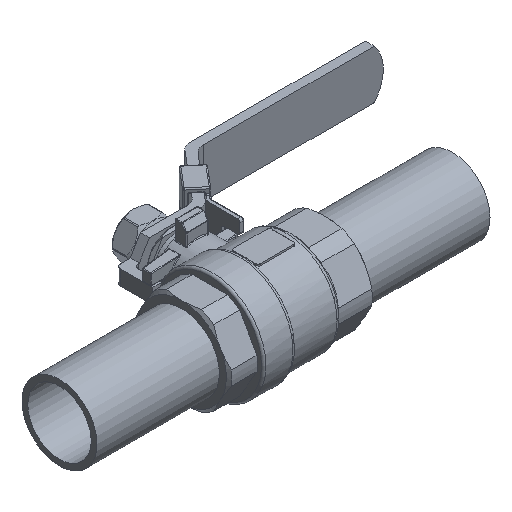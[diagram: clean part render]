
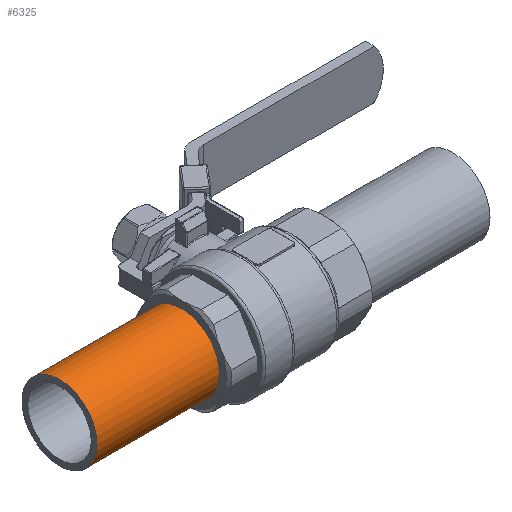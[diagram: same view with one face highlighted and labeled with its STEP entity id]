
A CAD part, isometric view. The second image highlights one B-rep face of the part: STEP entity #6325.
In plain terms, the highlighted cylindrical face has radius 16.85 mm (diameter 33.7 mm), a full revolution.
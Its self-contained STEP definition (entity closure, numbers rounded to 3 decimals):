
#760=CIRCLE('',#7057,16.85);
#762=CIRCLE('',#7060,16.85);
#2602=ORIENTED_EDGE('',*,*,#3526,.T.);
#2603=ORIENTED_EDGE('',*,*,#3528,.F.);
#3526=EDGE_CURVE('',#4084,#4084,#760,.T.);
#3528=EDGE_CURVE('',#4086,#4086,#762,.T.);
#4084=VERTEX_POINT('',#12344);
#4086=VERTEX_POINT('',#12349);
#5342=EDGE_LOOP('',(#2602));
#5343=EDGE_LOOP('',(#2603));
#5774=FACE_BOUND('',#5342,.T.);
#5775=FACE_BOUND('',#5343,.T.);
#5936=CYLINDRICAL_SURFACE('',#7062,16.85);
#6325=ADVANCED_FACE('',(#5774,#5775),#5936,.T.);
#7057=AXIS2_PLACEMENT_3D('',#12343,#8911,#8912);
#7060=AXIS2_PLACEMENT_3D('',#12348,#8917,#8918);
#7062=AXIS2_PLACEMENT_3D('',#12351,#8921,#8922);
#8911=DIRECTION('',(-1.,0.,0.));
#8912=DIRECTION('',(0.,0.,1.));
#8917=DIRECTION('',(-1.,0.,0.));
#8918=DIRECTION('',(0.,0.,1.));
#8921=DIRECTION('',(1.,0.,0.));
#8922=DIRECTION('',(0.,0.,-1.));
#12343=CARTESIAN_POINT('',(-35.3,0.,0.));
#12344=CARTESIAN_POINT('',(-35.3,0.,16.85));
#12348=CARTESIAN_POINT('',(-90.3,0.,0.));
#12349=CARTESIAN_POINT('',(-90.3,0.,16.85));
#12351=CARTESIAN_POINT('',(-90.3,0.,0.));
